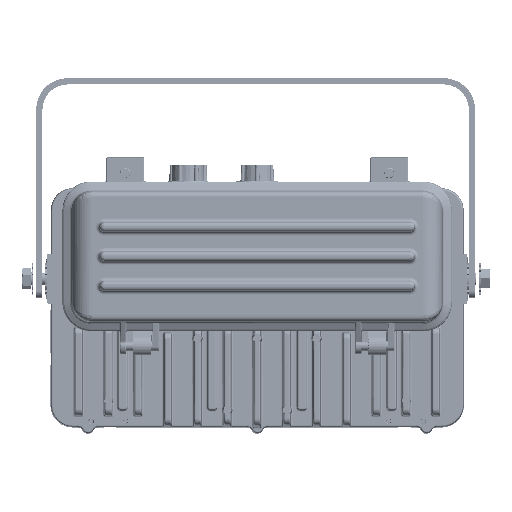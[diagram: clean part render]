
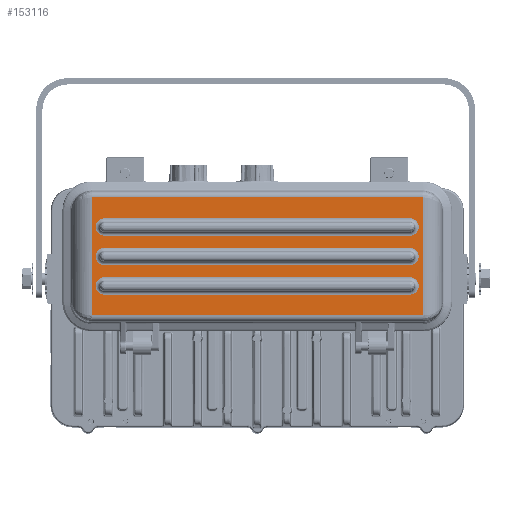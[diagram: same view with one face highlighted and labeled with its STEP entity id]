
A CAD part, front view. The second image highlights one B-rep face of the part: STEP entity #153116.
In plain terms, the highlighted planar face has unit normal (0, -1, 0).
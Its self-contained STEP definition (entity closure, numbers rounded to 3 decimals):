
#1972=FACE_BOUND('',#39611,.T.);
#1973=FACE_BOUND('',#39612,.T.);
#1974=FACE_BOUND('',#39613,.T.);
#3547=PLANE('',#164817);
#5762=ELLIPSE('',#164790,0.55,0.55);
#5764=ELLIPSE('',#164794,0.55,0.55);
#5771=ELLIPSE('',#164818,0.55,0.55);
#5772=ELLIPSE('',#164819,0.55,0.55);
#11142=LINE('',#364536,#18607);
#11143=LINE('',#364544,#18608);
#11144=LINE('',#364552,#18609);
#11145=LINE('',#364560,#18610);
#11146=LINE('',#364568,#18611);
#11149=LINE('',#364604,#18614);
#11150=LINE('',#364635,#18615);
#11151=LINE('',#364643,#18616);
#11153=LINE('',#364652,#18618);
#11161=LINE('',#364746,#18626);
#18607=VECTOR('',#191808,0.394);
#18608=VECTOR('',#191819,0.394);
#18609=VECTOR('',#191830,0.394);
#18610=VECTOR('',#191841,0.394);
#18611=VECTOR('',#191852,0.394);
#18614=VECTOR('',#191865,0.394);
#18615=VECTOR('',#191874,0.394);
#18616=VECTOR('',#191885,0.394);
#18618=VECTOR('',#191897,0.394);
#18626=VECTOR('',#191929,0.394);
#30628=FACE_OUTER_BOUND('',#39610,.T.);
#39610=EDGE_LOOP('',(#119474,#119475,#119476,#119477,#119478,#119479,#119480,
#119481));
#39611=EDGE_LOOP('',(#119482,#119483,#119484,#119485));
#39612=EDGE_LOOP('',(#119486,#119487,#119488,#119489));
#39613=EDGE_LOOP('',(#119490,#119491,#119492,#119493));
#52425=CIRCLE('',#164770,0.346);
#52428=CIRCLE('',#164775,0.346);
#52431=CIRCLE('',#164780,0.346);
#52434=CIRCLE('',#164785,0.346);
#52439=CIRCLE('',#164799,0.346);
#52442=CIRCLE('',#164804,0.346);
#63008=VERTEX_POINT('',#364478);
#63011=VERTEX_POINT('',#364526);
#63014=VERTEX_POINT('',#364533);
#63015=VERTEX_POINT('',#364535);
#63016=VERTEX_POINT('',#364539);
#63017=VERTEX_POINT('',#364543);
#63018=VERTEX_POINT('',#364549);
#63019=VERTEX_POINT('',#364551);
#63020=VERTEX_POINT('',#364555);
#63021=VERTEX_POINT('',#364559);
#63022=VERTEX_POINT('',#364565);
#63024=VERTEX_POINT('',#364594);
#63026=VERTEX_POINT('',#364600);
#63028=VERTEX_POINT('',#364632);
#63029=VERTEX_POINT('',#364634);
#63030=VERTEX_POINT('',#364638);
#63031=VERTEX_POINT('',#364642);
#63033=VERTEX_POINT('',#364649);
#63044=VERTEX_POINT('',#364743);
#63045=VERTEX_POINT('',#364745);
#82684=EDGE_CURVE('',#63014,#63015,#11142,.T.);
#82686=EDGE_CURVE('',#63015,#63016,#52425,.T.);
#82688=EDGE_CURVE('',#63016,#63017,#11143,.T.);
#82690=EDGE_CURVE('',#63017,#63014,#52428,.T.);
#82692=EDGE_CURVE('',#63018,#63019,#11144,.T.);
#82694=EDGE_CURVE('',#63019,#63020,#52431,.T.);
#82696=EDGE_CURVE('',#63020,#63021,#11145,.T.);
#82698=EDGE_CURVE('',#63021,#63018,#52434,.T.);
#82700=EDGE_CURVE('',#63022,#63011,#11146,.T.);
#82704=EDGE_CURVE('',#63011,#63024,#5762,.T.);
#82707=EDGE_CURVE('',#63024,#63026,#11149,.T.);
#82709=EDGE_CURVE('',#63026,#63008,#5764,.T.);
#82711=EDGE_CURVE('',#63028,#63029,#11150,.T.);
#82713=EDGE_CURVE('',#63029,#63030,#52439,.T.);
#82715=EDGE_CURVE('',#63030,#63031,#11151,.T.);
#82717=EDGE_CURVE('',#63031,#63028,#52442,.T.);
#82720=EDGE_CURVE('',#63008,#63033,#11153,.T.);
#82736=EDGE_CURVE('',#63044,#63022,#5771,.T.);
#82737=EDGE_CURVE('',#63045,#63044,#11161,.T.);
#82738=EDGE_CURVE('',#63033,#63045,#5772,.T.);
#119474=ORIENTED_EDGE('',*,*,#82736,.F.);
#119475=ORIENTED_EDGE('',*,*,#82737,.F.);
#119476=ORIENTED_EDGE('',*,*,#82738,.F.);
#119477=ORIENTED_EDGE('',*,*,#82720,.F.);
#119478=ORIENTED_EDGE('',*,*,#82709,.F.);
#119479=ORIENTED_EDGE('',*,*,#82707,.F.);
#119480=ORIENTED_EDGE('',*,*,#82704,.F.);
#119481=ORIENTED_EDGE('',*,*,#82700,.F.);
#119482=ORIENTED_EDGE('',*,*,#82717,.F.);
#119483=ORIENTED_EDGE('',*,*,#82715,.F.);
#119484=ORIENTED_EDGE('',*,*,#82713,.F.);
#119485=ORIENTED_EDGE('',*,*,#82711,.F.);
#119486=ORIENTED_EDGE('',*,*,#82698,.F.);
#119487=ORIENTED_EDGE('',*,*,#82696,.F.);
#119488=ORIENTED_EDGE('',*,*,#82694,.F.);
#119489=ORIENTED_EDGE('',*,*,#82692,.F.);
#119490=ORIENTED_EDGE('',*,*,#82690,.F.);
#119491=ORIENTED_EDGE('',*,*,#82688,.F.);
#119492=ORIENTED_EDGE('',*,*,#82686,.F.);
#119493=ORIENTED_EDGE('',*,*,#82684,.F.);
#153116=ADVANCED_FACE('',(#30628,#1972,#1973,#1974),#3547,.T.);
#164770=AXIS2_PLACEMENT_3D('',#364540,#191813,#191814);
#164775=AXIS2_PLACEMENT_3D('',#364547,#191824,#191825);
#164780=AXIS2_PLACEMENT_3D('',#364556,#191835,#191836);
#164785=AXIS2_PLACEMENT_3D('',#364563,#191846,#191847);
#164790=AXIS2_PLACEMENT_3D('',#364598,#191858,#191859);
#164794=AXIS2_PLACEMENT_3D('',#364630,#191868,#191869);
#164799=AXIS2_PLACEMENT_3D('',#364639,#191879,#191880);
#164804=AXIS2_PLACEMENT_3D('',#364646,#191890,#191891);
#164817=AXIS2_PLACEMENT_3D('',#364742,#191925,#191926);
#164818=AXIS2_PLACEMENT_3D('',#364744,#191927,#191928);
#164819=AXIS2_PLACEMENT_3D('',#364747,#191930,#191931);
#191808=DIRECTION('',(1.,0.,0.));
#191813=DIRECTION('center_axis',(0.,-1.,0.));
#191814=DIRECTION('ref_axis',(1.,0.,0.));
#191819=DIRECTION('',(-1.,0.,0.));
#191824=DIRECTION('center_axis',(0.,-1.,0.));
#191825=DIRECTION('ref_axis',(-1.,0.,0.));
#191830=DIRECTION('',(1.,0.,0.));
#191835=DIRECTION('center_axis',(0.,-1.,0.));
#191836=DIRECTION('ref_axis',(1.,0.,0.));
#191841=DIRECTION('',(-1.,0.,0.));
#191846=DIRECTION('center_axis',(0.,-1.,0.));
#191847=DIRECTION('ref_axis',(-1.,0.,0.));
#191852=DIRECTION('',(0.,0.,1.));
#191858=DIRECTION('center_axis',(0.,1.,0.));
#191859=DIRECTION('ref_axis',(-0.707,0.,0.707));
#191865=DIRECTION('',(1.,0.,0.));
#191868=DIRECTION('center_axis',(0.,1.,0.));
#191869=DIRECTION('ref_axis',(0.707,0.,0.707));
#191874=DIRECTION('',(1.,0.,0.));
#191879=DIRECTION('center_axis',(0.,-1.,0.));
#191880=DIRECTION('ref_axis',(1.,0.,0.));
#191885=DIRECTION('',(-1.,0.,0.));
#191890=DIRECTION('center_axis',(0.,-1.,0.));
#191891=DIRECTION('ref_axis',(-1.,0.,0.));
#191897=DIRECTION('',(0.,0.,-1.));
#191925=DIRECTION('center_axis',(0.,-1.,0.));
#191926=DIRECTION('ref_axis',(0.,0.,
1.));
#191927=DIRECTION('center_axis',(0.,1.,0.));
#191928=DIRECTION('ref_axis',(-0.707,0.,-0.707));
#191929=DIRECTION('',(-1.,0.,0.));
#191930=DIRECTION('center_axis',(0.,1.,0.));
#191931=DIRECTION('ref_axis',(0.707,0.,-0.707));
#364478=CARTESIAN_POINT('',(6.593,-4.85,4.398));
#364526=CARTESIAN_POINT('',(-6.593,-4.85,4.398));
#364533=CARTESIAN_POINT('',(-6.095,-4.85,2.874));
#364535=CARTESIAN_POINT('',(6.095,-4.85,2.874));
#364536=CARTESIAN_POINT('',(3.048,-4.85,2.874));
#364539=CARTESIAN_POINT('',(6.095,-4.85,3.565));
#364540=CARTESIAN_POINT('Origin',(6.095,-4.85,3.22));
#364543=CARTESIAN_POINT('',(-6.095,-4.85,3.565));
#364544=CARTESIAN_POINT('',(-3.047,-4.85,3.565));
#364547=CARTESIAN_POINT('Origin',(-6.095,-4.85,3.22));
#364549=CARTESIAN_POINT('',(-6.095,-4.85,0.524));
#364551=CARTESIAN_POINT('',(6.095,-4.85,0.524));
#364552=CARTESIAN_POINT('',(3.048,-4.85,0.524));
#364555=CARTESIAN_POINT('',(6.095,-4.85,1.215));
#364556=CARTESIAN_POINT('Origin',(6.095,-4.85,0.87));
#364559=CARTESIAN_POINT('',(-6.095,-4.85,1.215));
#364560=CARTESIAN_POINT('',(-3.047,-4.85,1.215));
#364563=CARTESIAN_POINT('Origin',(-6.095,-4.85,0.87));
#364565=CARTESIAN_POINT('',(-6.593,-4.85,-0.308));
#364568=CARTESIAN_POINT('',(-6.593,-4.85,0.732));
#364594=CARTESIAN_POINT('',(-6.583,-4.85,4.398));
#364598=CARTESIAN_POINT('Origin',(-6.583,-4.85,3.848));
#364600=CARTESIAN_POINT('',(6.583,-4.85,4.398));
#364604=CARTESIAN_POINT('',(-3.702,-4.85,4.398));
#364630=CARTESIAN_POINT('Origin',(6.583,-4.85,3.848));
#364632=CARTESIAN_POINT('',(-6.095,-4.85,1.699));
#364634=CARTESIAN_POINT('',(6.095,-4.85,1.699));
#364635=CARTESIAN_POINT('',(3.048,-4.85,1.699));
#364638=CARTESIAN_POINT('',(6.095,-4.85,2.39));
#364639=CARTESIAN_POINT('Origin',(6.095,-4.85,2.045));
#364642=CARTESIAN_POINT('',(-6.095,-4.85,2.39));
#364643=CARTESIAN_POINT('',(-3.047,-4.85,2.39));
#364646=CARTESIAN_POINT('Origin',(-6.095,-4.85,2.045));
#364649=CARTESIAN_POINT('',(6.593,-4.85,-0.308));
#364652=CARTESIAN_POINT('',(6.593,-4.85,3.357));
#364742=CARTESIAN_POINT('Origin',(0.,-4.85,
2.045));
#364743=CARTESIAN_POINT('',(-6.583,-4.85,-0.309));
#364744=CARTESIAN_POINT('Origin',(-6.583,-4.85,0.242));
#364745=CARTESIAN_POINT('',(6.583,-4.85,-0.309));
#364746=CARTESIAN_POINT('',(3.703,-4.85,-0.309));
#364747=CARTESIAN_POINT('Origin',(6.583,-4.85,0.242));
